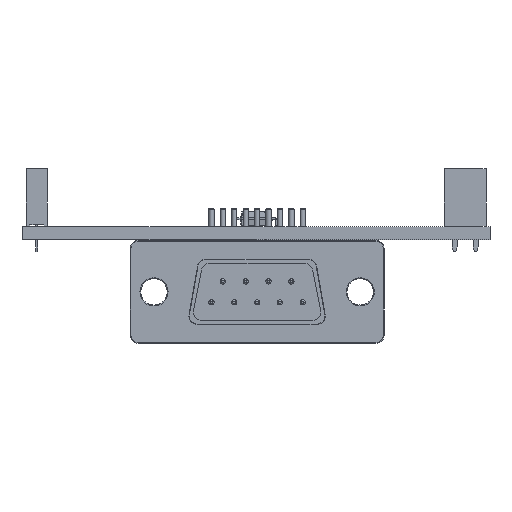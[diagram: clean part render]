
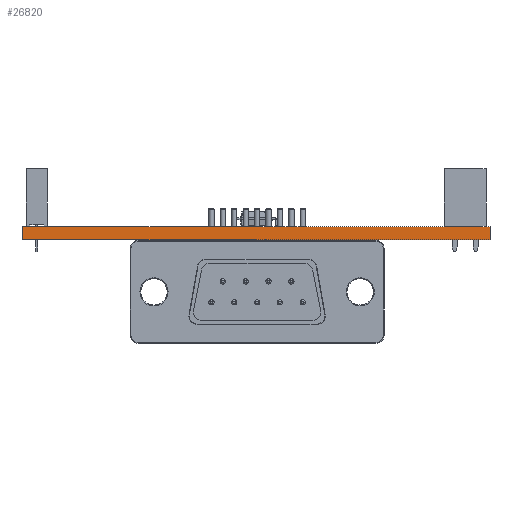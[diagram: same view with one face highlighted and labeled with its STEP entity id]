
A CAD part, front view. The second image highlights one B-rep face of the part: STEP entity #26820.
In plain terms, the highlighted planar face has unit normal (0, -1, 0).
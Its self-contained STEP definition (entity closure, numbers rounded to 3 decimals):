
#26820 = ADVANCED_FACE('',(#26821),#26835,.F.);
#26821 = FACE_BOUND('',#26822,.F.);
#26822 = EDGE_LOOP('',(#26823,#26858,#26886,#26914));
#26823 = ORIENTED_EDGE('',*,*,#26824,.T.);
#26824 = EDGE_CURVE('',#26825,#26827,#26829,.T.);
#26825 = VERTEX_POINT('',#26826);
#26826 = CARTESIAN_POINT('',(54.305,-142.748,0.));
#26827 = VERTEX_POINT('',#26828);
#26828 = CARTESIAN_POINT('',(54.305,-142.748,1.6));
#26829 = SURFACE_CURVE('',#26830,(#26834,#26846),.PCURVE_S1.);
#26830 = LINE('',#26831,#26832);
#26831 = CARTESIAN_POINT('',(54.305,-142.748,0.));
#26832 = VECTOR('',#26833,1.);
#26833 = DIRECTION('',(0.,0.,1.));
#26834 = PCURVE('',#26835,#26840);
#26835 = PLANE('',#26836);
#26836 = AXIS2_PLACEMENT_3D('',#26837,#26838,#26839);
#26837 = CARTESIAN_POINT('',(54.305,-142.748,0.));
#26838 = DIRECTION('',(0.,1.,0.));
#26839 = DIRECTION('',(1.,0.,0.));
#26840 = DEFINITIONAL_REPRESENTATION('',(#26841),#26845);
#26841 = LINE('',#26842,#26843);
#26842 = CARTESIAN_POINT('',(0.,0.));
#26843 = VECTOR('',#26844,1.);
#26844 = DIRECTION('',(0.,-1.));
#26845 = ( GEOMETRIC_REPRESENTATION_CONTEXT(2) 
PARAMETRIC_REPRESENTATION_CONTEXT() REPRESENTATION_CONTEXT('2D SPACE',''
  ) );
#26846 = PCURVE('',#26847,#26852);
#26847 = PLANE('',#26848);
#26848 = AXIS2_PLACEMENT_3D('',#26849,#26850,#26851);
#26849 = CARTESIAN_POINT('',(54.305,-60.401,0.));
#26850 = DIRECTION('',(1.,0.,-0.));
#26851 = DIRECTION('',(0.,-1.,0.));
#26852 = DEFINITIONAL_REPRESENTATION('',(#26853),#26857);
#26853 = LINE('',#26854,#26855);
#26854 = CARTESIAN_POINT('',(82.347,0.));
#26855 = VECTOR('',#26856,1.);
#26856 = DIRECTION('',(0.,-1.));
#26857 = ( GEOMETRIC_REPRESENTATION_CONTEXT(2) 
PARAMETRIC_REPRESENTATION_CONTEXT() REPRESENTATION_CONTEXT('2D SPACE',''
  ) );
#26858 = ORIENTED_EDGE('',*,*,#26859,.T.);
#26859 = EDGE_CURVE('',#26827,#26860,#26862,.T.);
#26860 = VERTEX_POINT('',#26861);
#26861 = CARTESIAN_POINT('',(111.049,-142.748,1.6));
#26862 = SURFACE_CURVE('',#26863,(#26867,#26874),.PCURVE_S1.);
#26863 = LINE('',#26864,#26865);
#26864 = CARTESIAN_POINT('',(54.305,-142.748,1.6));
#26865 = VECTOR('',#26866,1.);
#26866 = DIRECTION('',(1.,0.,0.));
#26867 = PCURVE('',#26835,#26868);
#26868 = DEFINITIONAL_REPRESENTATION('',(#26869),#26873);
#26869 = LINE('',#26870,#26871);
#26870 = CARTESIAN_POINT('',(0.,-1.6));
#26871 = VECTOR('',#26872,1.);
#26872 = DIRECTION('',(1.,0.));
#26873 = ( GEOMETRIC_REPRESENTATION_CONTEXT(2) 
PARAMETRIC_REPRESENTATION_CONTEXT() REPRESENTATION_CONTEXT('2D SPACE',''
  ) );
#26874 = PCURVE('',#26875,#26880);
#26875 = PLANE('',#26876);
#26876 = AXIS2_PLACEMENT_3D('',#26877,#26878,#26879);
#26877 = CARTESIAN_POINT('',(82.677,-101.575,1.6));
#26878 = DIRECTION('',(0.,0.,1.));
#26879 = DIRECTION('',(1.,0.,-0.));
#26880 = DEFINITIONAL_REPRESENTATION('',(#26881),#26885);
#26881 = LINE('',#26882,#26883);
#26882 = CARTESIAN_POINT('',(-28.372,-41.173));
#26883 = VECTOR('',#26884,1.);
#26884 = DIRECTION('',(1.,0.));
#26885 = ( GEOMETRIC_REPRESENTATION_CONTEXT(2) 
PARAMETRIC_REPRESENTATION_CONTEXT() REPRESENTATION_CONTEXT('2D SPACE',''
  ) );
#26886 = ORIENTED_EDGE('',*,*,#26887,.F.);
#26887 = EDGE_CURVE('',#26888,#26860,#26890,.T.);
#26888 = VERTEX_POINT('',#26889);
#26889 = CARTESIAN_POINT('',(111.049,-142.748,0.));
#26890 = SURFACE_CURVE('',#26891,(#26895,#26902),.PCURVE_S1.);
#26891 = LINE('',#26892,#26893);
#26892 = CARTESIAN_POINT('',(111.049,-142.748,0.));
#26893 = VECTOR('',#26894,1.);
#26894 = DIRECTION('',(0.,0.,1.));
#26895 = PCURVE('',#26835,#26896);
#26896 = DEFINITIONAL_REPRESENTATION('',(#26897),#26901);
#26897 = LINE('',#26898,#26899);
#26898 = CARTESIAN_POINT('',(56.744,0.));
#26899 = VECTOR('',#26900,1.);
#26900 = DIRECTION('',(0.,-1.));
#26901 = ( GEOMETRIC_REPRESENTATION_CONTEXT(2) 
PARAMETRIC_REPRESENTATION_CONTEXT() REPRESENTATION_CONTEXT('2D SPACE',''
  ) );
#26902 = PCURVE('',#26903,#26908);
#26903 = PLANE('',#26904);
#26904 = AXIS2_PLACEMENT_3D('',#26905,#26906,#26907);
#26905 = CARTESIAN_POINT('',(111.049,-142.748,0.));
#26906 = DIRECTION('',(-1.,0.,0.));
#26907 = DIRECTION('',(0.,1.,0.));
#26908 = DEFINITIONAL_REPRESENTATION('',(#26909),#26913);
#26909 = LINE('',#26910,#26911);
#26910 = CARTESIAN_POINT('',(0.,0.));
#26911 = VECTOR('',#26912,1.);
#26912 = DIRECTION('',(0.,-1.));
#26913 = ( GEOMETRIC_REPRESENTATION_CONTEXT(2) 
PARAMETRIC_REPRESENTATION_CONTEXT() REPRESENTATION_CONTEXT('2D SPACE',''
  ) );
#26914 = ORIENTED_EDGE('',*,*,#26915,.F.);
#26915 = EDGE_CURVE('',#26825,#26888,#26916,.T.);
#26916 = SURFACE_CURVE('',#26917,(#26921,#26928),.PCURVE_S1.);
#26917 = LINE('',#26918,#26919);
#26918 = CARTESIAN_POINT('',(54.305,-142.748,0.));
#26919 = VECTOR('',#26920,1.);
#26920 = DIRECTION('',(1.,0.,0.));
#26921 = PCURVE('',#26835,#26922);
#26922 = DEFINITIONAL_REPRESENTATION('',(#26923),#26927);
#26923 = LINE('',#26924,#26925);
#26924 = CARTESIAN_POINT('',(0.,0.));
#26925 = VECTOR('',#26926,1.);
#26926 = DIRECTION('',(1.,0.));
#26927 = ( GEOMETRIC_REPRESENTATION_CONTEXT(2) 
PARAMETRIC_REPRESENTATION_CONTEXT() REPRESENTATION_CONTEXT('2D SPACE',''
  ) );
#26928 = PCURVE('',#26929,#26934);
#26929 = PLANE('',#26930);
#26930 = AXIS2_PLACEMENT_3D('',#26931,#26932,#26933);
#26931 = CARTESIAN_POINT('',(82.677,-101.575,0.));
#26932 = DIRECTION('',(0.,0.,1.));
#26933 = DIRECTION('',(1.,0.,-0.));
#26934 = DEFINITIONAL_REPRESENTATION('',(#26935),#26939);
#26935 = LINE('',#26936,#26937);
#26936 = CARTESIAN_POINT('',(-28.372,-41.173));
#26937 = VECTOR('',#26938,1.);
#26938 = DIRECTION('',(1.,0.));
#26939 = ( GEOMETRIC_REPRESENTATION_CONTEXT(2) 
PARAMETRIC_REPRESENTATION_CONTEXT() REPRESENTATION_CONTEXT('2D SPACE',''
  ) );
